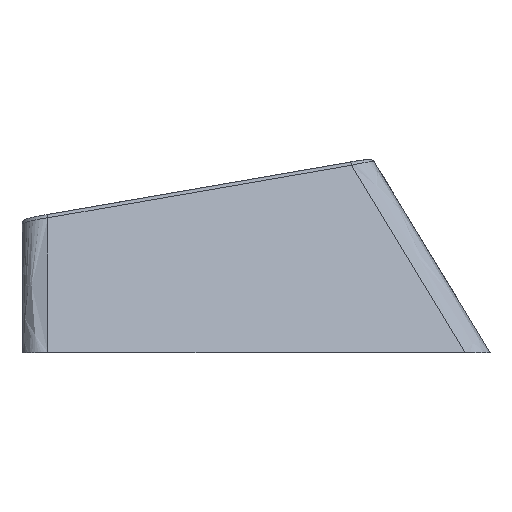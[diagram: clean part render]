
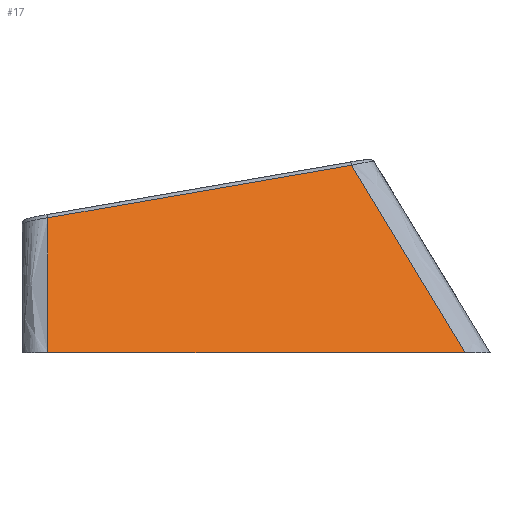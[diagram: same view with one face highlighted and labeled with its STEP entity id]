
A CAD part, left-side view. The second image highlights one B-rep face of the part: STEP entity #17.
In plain terms, the highlighted free-form (B-spline) face has degree [1, 1] with [2, 2] control points.
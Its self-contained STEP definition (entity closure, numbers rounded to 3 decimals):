
#17 = ADVANCED_FACE('',(#18),#91,.F.);
#18 = FACE_BOUND('',#19,.F.);
#19 = EDGE_LOOP('',(#20,#38,#46,#62));
#20 = ORIENTED_EDGE('',*,*,#21,.F.);
#21 = EDGE_CURVE('',#22,#24,#26,.T.);
#22 = VERTEX_POINT('',#23);
#23 = CARTESIAN_POINT('',(-23.313,-8.066,0.));
#24 = VERTEX_POINT('',#25);
#25 = CARTESIAN_POINT('',(-20.64,-3.684,7.223
    ));
#26 = B_SPLINE_CURVE_WITH_KNOTS('',4,(#27,#28,#29,#30,#31,#32,#33,#34,
    #35,#36,#37),.UNSPECIFIED.,.F.,.F.,(5,3,3,5),(-0.299,
    0.264,9.675,10.238),.UNSPECIFIED.);
#27 = CARTESIAN_POINT('',(-23.546,-8.448,
    -0.631));
#28 = CARTESIAN_POINT('',(-23.503,-8.379,
    -0.516));
#29 = CARTESIAN_POINT('',(-23.461,-8.309,
    -0.401));
#30 = CARTESIAN_POINT('',(-23.418,-8.24,
    -0.286));
#31 = CARTESIAN_POINT('',(-22.666,-7.006,1.746)
  );
#32 = CARTESIAN_POINT('',(-21.957,-5.843,3.664
    ));
#33 = CARTESIAN_POINT('',(-21.247,-4.679,5.582)
  );
#34 = CARTESIAN_POINT('',(-20.495,-3.446,7.615));
#35 = CARTESIAN_POINT('',(-20.453,-3.377,7.73));
#36 = CARTESIAN_POINT('',(-20.41,-3.307,7.844));
#37 = CARTESIAN_POINT('',(-20.368,-3.237,7.959));
#38 = ORIENTED_EDGE('',*,*,#39,.T.);
#39 = EDGE_CURVE('',#22,#40,#42,.T.);
#40 = VERTEX_POINT('',#41);
#41 = CARTESIAN_POINT('',(-23.313,8.025,0.));
#42 = LINE('',#43,#44);
#43 = CARTESIAN_POINT('',(-23.313,-9.025,0.));
#44 = VECTOR('',#45,1.);
#45 = DIRECTION('',(0.,1.,0.));
#46 = ORIENTED_EDGE('',*,*,#47,.T.);
#47 = EDGE_CURVE('',#40,#48,#50,.T.);
#48 = VERTEX_POINT('',#49);
#49 = CARTESIAN_POINT('',(-21.39,8.025,5.195)
  );
#50 = B_SPLINE_CURVE_WITH_KNOTS('',4,(#51,#52,#53,#54,#55,#56,#57,#58,
    #59,#60,#61),.UNSPECIFIED.,.F.,.F.,(5,3,3,5),(-0.489,
    0.,8.367,8.856),.UNSPECIFIED.);
#51 = CARTESIAN_POINT('',(-23.482,8.025,-0.459));
#52 = CARTESIAN_POINT('',(-23.44,8.025,-0.344));
#53 = CARTESIAN_POINT('',(-23.397,8.025,-0.23));
#54 = CARTESIAN_POINT('',(-23.355,8.025,-0.115));
#55 = CARTESIAN_POINT('',(-22.587,8.025,1.962));
#56 = CARTESIAN_POINT('',(-21.861,8.025,3.924));
#57 = CARTESIAN_POINT('',(-21.135,8.025,5.885));
#58 = CARTESIAN_POINT('',(-20.367,8.025,7.962));
#59 = CARTESIAN_POINT('',(-20.324,8.025,8.077));
#60 = CARTESIAN_POINT('',(-20.282,8.025,8.191));
#61 = CARTESIAN_POINT('',(-20.239,8.025,8.306));
#62 = ORIENTED_EDGE('',*,*,#63,.F.);
#63 = EDGE_CURVE('',#24,#48,#64,.T.);
#64 = ( BOUNDED_CURVE() B_SPLINE_CURVE(9,(#65,#66,#67,#68,#69,#70,#71,
    #72,#73,#74,#75,#76,#77,#78,#79,#80,#81,#82,#83,#84,#85,#86,#87,#88,
#89,#90),.UNSPECIFIED.,.F.,.F.) B_SPLINE_CURVE_WITH_KNOTS((10,8,8,10),(
    43.29,43.34,55.364,55.388),
.UNSPECIFIED.) CURVE() GEOMETRIC_REPRESENTATION_ITEM() 
RATIONAL_B_SPLINE_CURVE((1.,1.,1.,1.,1.,1.,1.,1.,1.,1.,1.,1.,1.,1.,1.,1.
,1.,1.,1.,1.,1.,1.,1.,1.,1.,1.)) REPRESENTATION_ITEM('') );
#65 = CARTESIAN_POINT('',(-20.64,-3.684,7.223
    ));
#66 = CARTESIAN_POINT('',(-20.64,-3.679,7.222
    ));
#67 = CARTESIAN_POINT('',(-20.641,-3.673,7.221
    ));
#68 = CARTESIAN_POINT('',(-20.641,-3.668,7.22)
  );
#69 = CARTESIAN_POINT('',(-20.642,-3.663,7.219)
  );
#70 = CARTESIAN_POINT('',(-20.642,-3.658,7.218)
  );
#71 = CARTESIAN_POINT('',(-20.642,-3.652,7.217
    ));
#72 = CARTESIAN_POINT('',(-20.643,-3.647,7.216
    ));
#73 = CARTESIAN_POINT('',(-20.643,-3.642,7.215
    ));
#74 = CARTESIAN_POINT('',(-20.724,-2.376,6.996
    ));
#75 = CARTESIAN_POINT('',(-20.803,-1.145,6.783
    ));
#76 = CARTESIAN_POINT('',(-20.885,0.138,6.56)
  );
#77 = CARTESIAN_POINT('',(-20.965,1.39,6.344)
  );
#78 = CARTESIAN_POINT('',(-21.05,2.716,6.114)
  );
#79 = CARTESIAN_POINT('',(-21.132,3.992,5.893)
  );
#80 = CARTESIAN_POINT('',(-21.218,5.332,5.661)
  );
#81 = CARTESIAN_POINT('',(-21.301,6.631,5.436)
  );
#82 = CARTESIAN_POINT('',(-21.389,8.003,5.199)
  );
#83 = CARTESIAN_POINT('',(-21.389,8.006,5.198)
  );
#84 = CARTESIAN_POINT('',(-21.389,8.008,5.198)
  );
#85 = CARTESIAN_POINT('',(-21.389,8.011,5.197));
#86 = CARTESIAN_POINT('',(-21.39,8.014,5.197)
  );
#87 = CARTESIAN_POINT('',(-21.39,8.017,5.196)
  );
#88 = CARTESIAN_POINT('',(-21.39,8.019,5.196)
  );
#89 = CARTESIAN_POINT('',(-21.39,8.022,5.195)
  );
#90 = CARTESIAN_POINT('',(-21.39,8.025,5.195)
  );
#91 = B_SPLINE_SURFACE_WITH_KNOTS('',1,1,(
    (#92,#93)
    ,(#94,#95
  )),.UNSPECIFIED.,.F.,.F.,.F.,(2,2),(2,2),(0.,18.05),(0.,1.),
  .PIECEWISE_BEZIER_KNOTS.);
#92 = CARTESIAN_POINT('',(-23.313,-9.025,0.));
#93 = CARTESIAN_POINT('',(-20.538,-4.475,7.5));
#94 = CARTESIAN_POINT('',(-23.313,9.025,0.));
#95 = CARTESIAN_POINT('',(-20.538,9.025,7.5));
